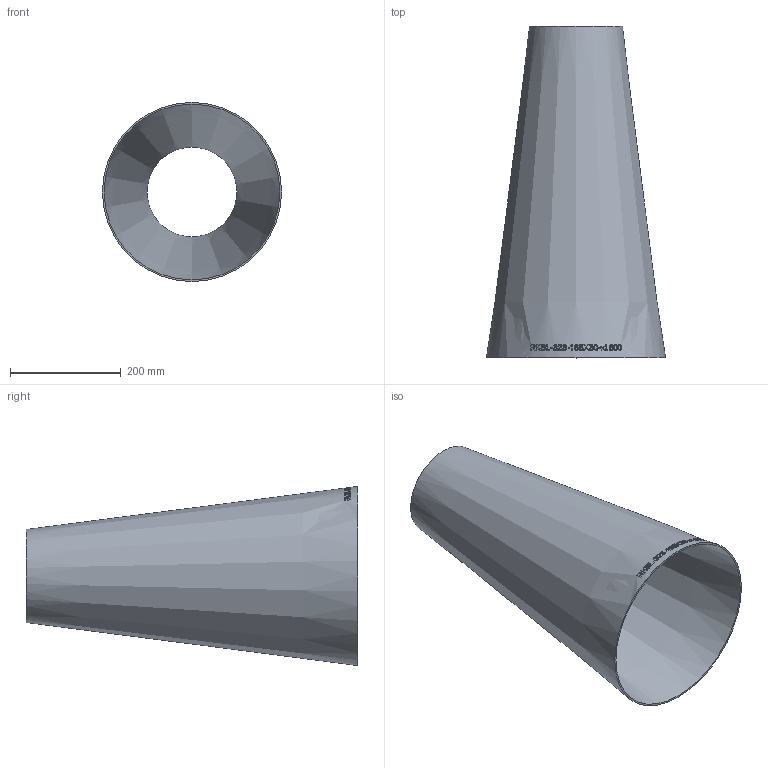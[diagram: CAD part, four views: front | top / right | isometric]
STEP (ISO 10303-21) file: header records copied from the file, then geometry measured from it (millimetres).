
FILE_DESCRIPTION (( 'STEP AP214' ), '1' );
FILE_NAME ('RKSL-323-168X30-xL600 Reduzierung Sonderlänge 2007.STEP', '2020-07-24T10:20:46', ( '' ), ( '' ), 'SwSTEP 2.0', 'SolidWorks 2019', '' );
FILE_SCHEMA (( 'AUTOMOTIVE_DESIGN' ));
Length unit declared in the file: millimetre
Products named in the file (1): RKSL-323-168X30-xL600 Reduzierung Sonderlänge 2007
Bounding box: 323.9 x 600 x 323.9 mm (x, y, z)
Volume: 1386337.9 mm3; surface area: 928702.1 mm2
Topology: 1 solids, 1 shells, 284 faces, 759 edges, 506 vertices
Faces by surface type: bspline 251, cone 31, plane 2
Entity records: 55795 total; most frequent: CARTESIAN_POINT 47915, ORIENTED_EDGE 1514, EDGE_CURVE 757, B_SPLINE_CURVE_WITH_KNOTS 753, VERTEX_POINT 506, EDGE_LOOP 317, FACE_OUTER_BOUND 284, ADVANCED_FACE 284
